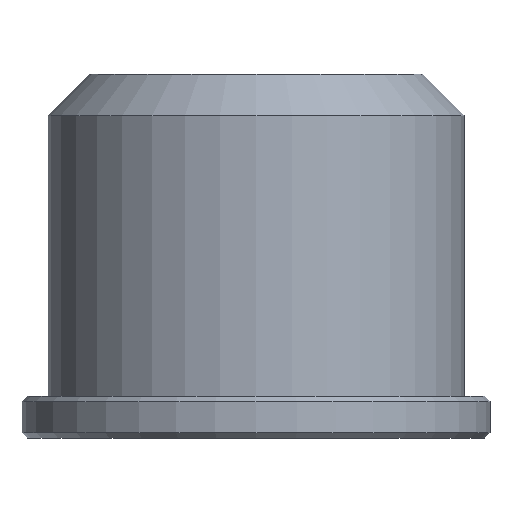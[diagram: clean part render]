
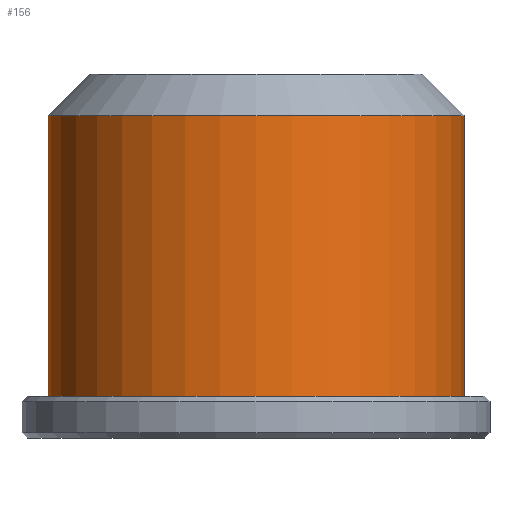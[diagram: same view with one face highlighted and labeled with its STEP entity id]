
A CAD part, front view. The second image highlights one B-rep face of the part: STEP entity #156.
In plain terms, the highlighted cylindrical face has radius 20 mm (diameter 40 mm), a full revolution.
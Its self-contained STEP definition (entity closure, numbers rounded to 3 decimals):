
#156=ADVANCED_FACE('',(#220,#221),#222,.T.);
#220=FACE_OUTER_BOUND('',#272,.T.);
#221=FACE_OUTER_BOUND('',#273,.T.);
#222=CYLINDRICAL_SURFACE('',#274,20.0);
#272=EDGE_LOOP('',(#318));
#273=EDGE_LOOP('',(#319));
#274=AXIS2_PLACEMENT_3D('',#320,#321,#322);
#318=ORIENTED_EDGE('',*,*,#385,.T.);
#319=ORIENTED_EDGE('',*,*,#386,.F.);
#320=CARTESIAN_POINT('',(0.0,0.0,-17.5));
#321=DIRECTION('',(0.0,0.0,1.0));
#322=DIRECTION('',(1.0,0.0,0.0));
#385=EDGE_CURVE('',#408,#408,#409,.F.);
#386=EDGE_CURVE('',#410,#410,#411,.T.);
#408=VERTEX_POINT('',#442);
#409=CIRCLE('',#443,20.0);
#410=VERTEX_POINT('',#444);
#411=CIRCLE('',#445,20.0);
#442=CARTESIAN_POINT('',(20.0,0.,13.5));
#443=AXIS2_PLACEMENT_3D('',#475,#476,#477);
#444=CARTESIAN_POINT('',(-20.0,0.0,-13.5));
#445=AXIS2_PLACEMENT_3D('',#478,#479,#480);
#475=CARTESIAN_POINT('',(0.0,0.0,13.5));
#476=DIRECTION('',(0.0,0.0,1.0));
#477=DIRECTION('',(1.0,0.0,0.0));
#478=CARTESIAN_POINT('',(0.0,0.0,-13.5));
#479=DIRECTION('',(0.0,0.0,-1.0));
#480=DIRECTION('',(-1.0,0.0,0.0));
